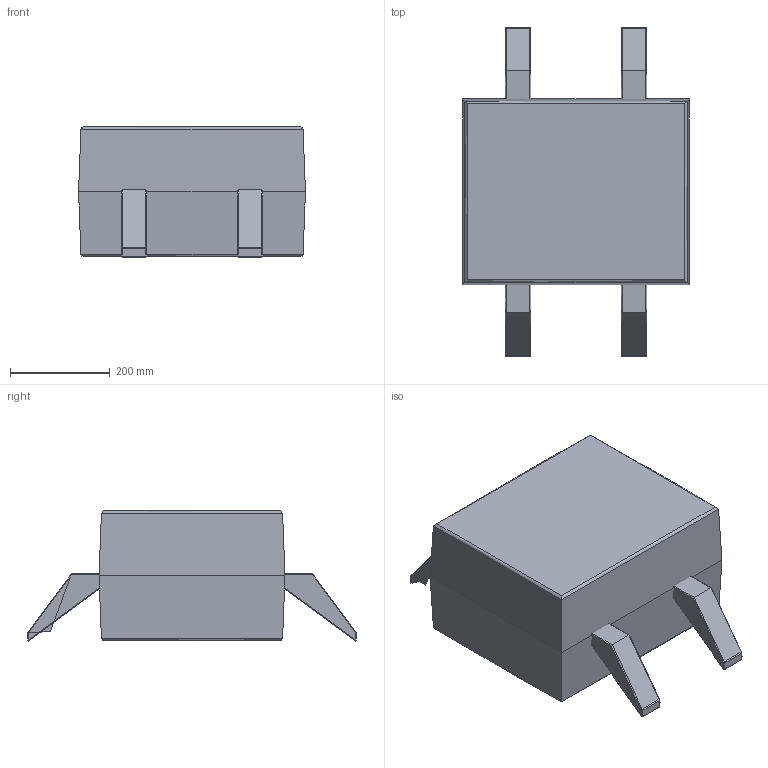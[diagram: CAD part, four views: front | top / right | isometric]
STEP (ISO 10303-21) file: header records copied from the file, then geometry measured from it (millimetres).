
FILE_DESCRIPTION(/* description */ (''),/* implementation_level */ '2;1');
FILE_NAME(/* name */ 'MBS-1',/* time_stamp */ '2019-10-29T10:31:32+08:00',/* author */ (''),/* organization */ (''),/* preprocessor_version */ 'ST-DEVELOPER v10',/* originating_system */ '',/* authorisation */ '');
FILE_SCHEMA (('CONFIG_CONTROL_DESIGN'));
Length unit declared in the file: centimetre
Products named in the file (1): 1
Bounding box: 454.38 x 658.78 x 260.44 mm (x, y, z)
Volume: 43937923.1 mm3; surface area: 1227168.1 mm2
Topology: 6 solids, 6 shells, 136 faces, 281 edges, 162 vertices
Faces by surface type: bspline 136
Entity records: 5259 total; most frequent: CARTESIAN_POINT 3732, ORIENTED_EDGE 520, EDGE_CURVE 260, ADVANCED_FACE 136, FACE_OUTER_BOUND 136, EDGE_LOOP 136, VERTEX_POINT 136, B_SPLINE_CURVE_WITH_KNOTS 42
